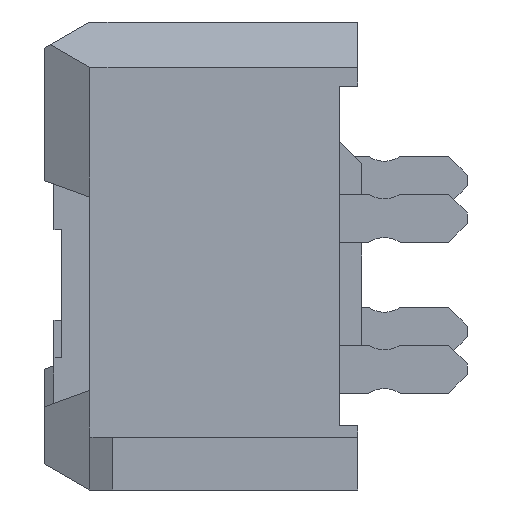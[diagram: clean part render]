
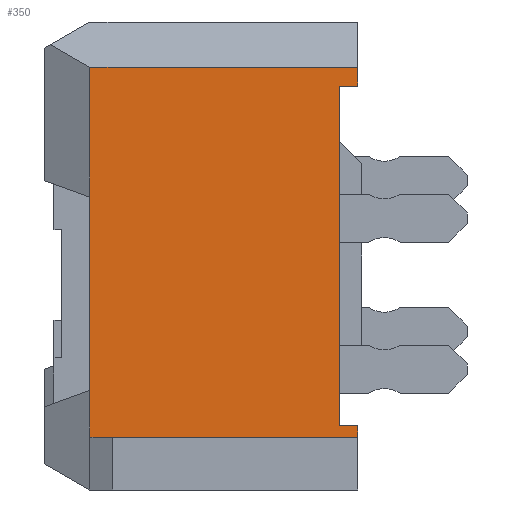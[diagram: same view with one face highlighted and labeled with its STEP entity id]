
A CAD part, left-side view. The second image highlights one B-rep face of the part: STEP entity #350.
In plain terms, the highlighted planar face has unit normal (-1, 0, 0).
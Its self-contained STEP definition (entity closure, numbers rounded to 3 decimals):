
#350 = ADVANCED_FACE( '', ( #936 ), #937, .F. );
#936 = FACE_OUTER_BOUND( '', #1806, .T. );
#937 = PLANE( '', #1807 );
#1806 = EDGE_LOOP( '', ( #3655, #3656, #3657, #3658, #3659, #3660, #3661, #3662, #3663, #3664 ) );
#1807 = AXIS2_PLACEMENT_3D( '', #3665, #3666, #3667 );
#3655 = ORIENTED_EDGE( '', *, *, #6646, .T. );
#3656 = ORIENTED_EDGE( '', *, *, #6298, .T. );
#3657 = ORIENTED_EDGE( '', *, *, #6399, .T. );
#3658 = ORIENTED_EDGE( '', *, *, #6644, .F. );
#3659 = ORIENTED_EDGE( '', *, *, #6637, .T. );
#3660 = ORIENTED_EDGE( '', *, *, #6490, .F. );
#3661 = ORIENTED_EDGE( '', *, *, #6468, .T. );
#3662 = ORIENTED_EDGE( '', *, *, #6508, .T. );
#3663 = ORIENTED_EDGE( '', *, *, #6522, .T. );
#3664 = ORIENTED_EDGE( '', *, *, #6636, .F. );
#3665 = CARTESIAN_POINT( '', ( -4.825, 4.15, -3.1 ) );
#3666 = DIRECTION( '', ( 1., 0., 0. ) );
#3667 = DIRECTION( '', ( 0., 0., -1. ) );
#6298 = EDGE_CURVE( '', #7656, #7654, #7657, .T. );
#6399 = EDGE_CURVE( '', #7654, #7833, #7835, .T. );
#6468 = EDGE_CURVE( '', #7971, #7969, #7972, .T. );
#6490 = EDGE_CURVE( '', #7971, #8013, #8014, .T. );
#6508 = EDGE_CURVE( '', #7969, #8039, #8041, .T. );
#6522 = EDGE_CURVE( '', #8039, #8060, #8062, .T. );
#6636 = EDGE_CURVE( '', #8204, #8060, #8206, .T. );
#6637 = EDGE_CURVE( '', #8207, #8013, #8208, .T. );
#6644 = EDGE_CURVE( '', #8207, #7833, #8217, .T. );
#6646 = EDGE_CURVE( '', #8204, #7656, #8219, .T. );
#7654 = VERTEX_POINT( '', #9862 );
#7656 = VERTEX_POINT( '', #9865 );
#7657 = LINE( '', #9866, #9867 );
#7833 = VERTEX_POINT( '', #10142 );
#7835 = LINE( '', #10145, #10146 );
#7969 = VERTEX_POINT( '', #10347 );
#7971 = VERTEX_POINT( '', #10350 );
#7972 = LINE( '', #10351, #10352 );
#8013 = VERTEX_POINT( '', #10414 );
#8014 = LINE( '', #10415, #10416 );
#8039 = VERTEX_POINT( '', #10457 );
#8041 = LINE( '', #10460, #10461 );
#8060 = VERTEX_POINT( '', #10492 );
#8062 = LINE( '', #10495, #10496 );
#8204 = VERTEX_POINT( '', #10750 );
#8206 = LINE( '', #10753, #10754 );
#8207 = VERTEX_POINT( '', #10755 );
#8208 = LINE( '', #10756, #10757 );
#8217 = LINE( '', #10772, #10773 );
#8219 = LINE( '', #10776, #10777 );
#9862 = CARTESIAN_POINT( '', ( -4.825, 3.55, -1.78 ) );
#9865 = CARTESIAN_POINT( '', ( -4.825, 3.55, 0.78 ) );
#9866 = CARTESIAN_POINT( '', ( -4.825, 3.55, 0.78 ) );
#9867 = VECTOR( '', #12864, 1000. );
#10142 = CARTESIAN_POINT( '', ( -4.825, 3.55, -2.4 ) );
#10145 = CARTESIAN_POINT( '', ( -4.825, 3.55, 3.1 ) );
#10146 = VECTOR( '', #12965, 1000. );
#10347 = CARTESIAN_POINT( '', ( -4.825, 0.25, 2.25 ) );
#10350 = CARTESIAN_POINT( '', ( -4.825, 0.25, -2.25 ) );
#10351 = CARTESIAN_POINT( '', ( -4.825, 0.25, -2.25 ) );
#10352 = VECTOR( '', #13034, 1000. );
#10414 = CARTESIAN_POINT( '', ( -4.825, 0., -2.25 ) );
#10415 = CARTESIAN_POINT( '', ( -4.825, 0.25, -2.25 ) );
#10416 = VECTOR( '', #13056, 1000. );
#10457 = CARTESIAN_POINT( '', ( -4.825, 0., 2.25 ) );
#10460 = CARTESIAN_POINT( '', ( -4.825, 0.25, 2.25 ) );
#10461 = VECTOR( '', #13074, 1000. );
#10492 = CARTESIAN_POINT( '', ( -4.825, 0., 2.5 ) );
#10495 = CARTESIAN_POINT( '', ( -4.825, 0., -3.1 ) );
#10496 = VECTOR( '', #13088, 1000. );
#10750 = CARTESIAN_POINT( '', ( -4.825, 3.55, 2.5 ) );
#10753 = CARTESIAN_POINT( '', ( -4.825, 4.15, 2.5 ) );
#10754 = VECTOR( '', #13202, 1000. );
#10755 = CARTESIAN_POINT( '', ( -4.825, 0., -2.4 ) );
#10756 = CARTESIAN_POINT( '', ( -4.825, 0., -3.1 ) );
#10757 = VECTOR( '', #13203, 1000. );
#10772 = CARTESIAN_POINT( '', ( -4.825, 4.15, -2.4 ) );
#10773 = VECTOR( '', #13210, 1000. );
#10776 = CARTESIAN_POINT( '', ( -4.825, 3.55, 3.1 ) );
#10777 = VECTOR( '', #13212, 1000. );
#12864 = DIRECTION( '', ( 0., 0., -1. ) );
#12965 = DIRECTION( '', ( 0., 0., -1. ) );
#13034 = DIRECTION( '', ( 0., 0., 1. ) );
#13056 = DIRECTION( '', ( 0., -1., 0. ) );
#13074 = DIRECTION( '', ( 0., -1., 0. ) );
#13088 = DIRECTION( '', ( 0., 0., 1. ) );
#13202 = DIRECTION( '', ( 0., -1., 0. ) );
#13203 = DIRECTION( '', ( 0., 0., 1. ) );
#13210 = DIRECTION( '', ( 0., 1., 0. ) );
#13212 = DIRECTION( '', ( 0., 0., -1. ) );
